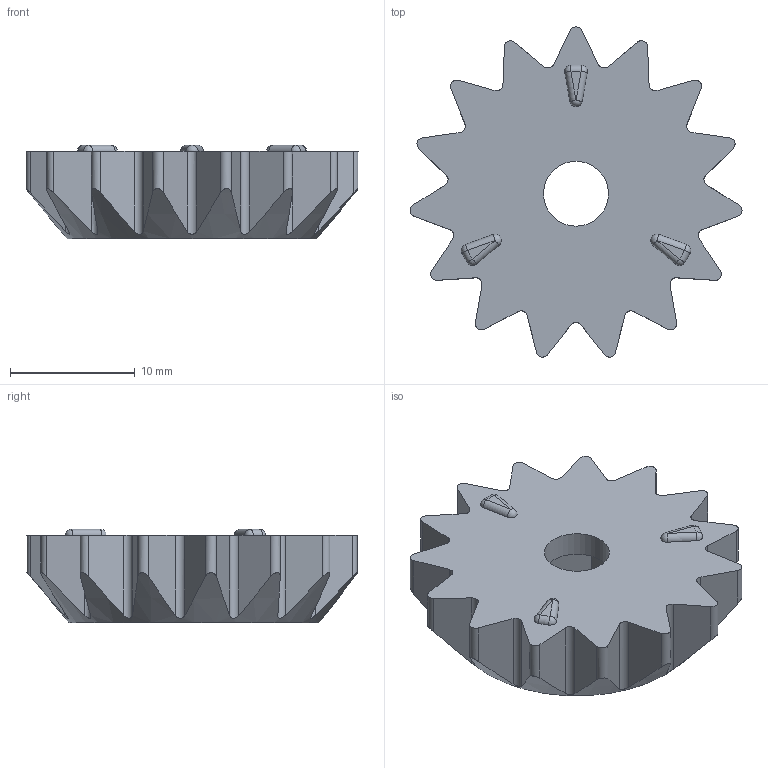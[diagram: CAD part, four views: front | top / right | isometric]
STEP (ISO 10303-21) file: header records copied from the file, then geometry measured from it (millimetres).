
FILE_DESCRIPTION(/* description */ (''),/* implementation_level */ '2;1');
FILE_NAME(/* name */ 'Bed Thumb Screw.step',/* time_stamp */ '2018-04-04T12:02:00+02:00',/* author */ (''),/* organization */ (''),/* preprocessor_version */ 'ST-DEVELOPER v16.13',/* originating_system */ 'Autodesk Translation Framework v6.5.0.72',/* authorisation */ '');
FILE_SCHEMA (('AUTOMOTIVE_DESIGN { 1 0 10303 214 3 1 1 }'));
Length unit declared in the file: millimetre
Products named in the file (1): Bed Thumb Screw
Bounding box: 26.6 x 26.46 x 7.5 mm (x, y, z)
Volume: 2549 mm3; surface area: 1658.7 mm2
Topology: 1 solids, 1 shells, 107 faces, 294 edges, 193 vertices
Faces by surface type: plane 57, cylinder 37, sphere 9, torus 3, cone 1
Full cylindrical faces by diameter (mm): 5.2 x1
Entity records: 3800 total; most frequent: CARTESIAN_POINT 1122, ORIENTED_EDGE 588, DIRECTION 530, EDGE_CURVE 294, AXIS2_PLACEMENT_3D 204, VERTEX_POINT 193, LINE 122, VECTOR 122
